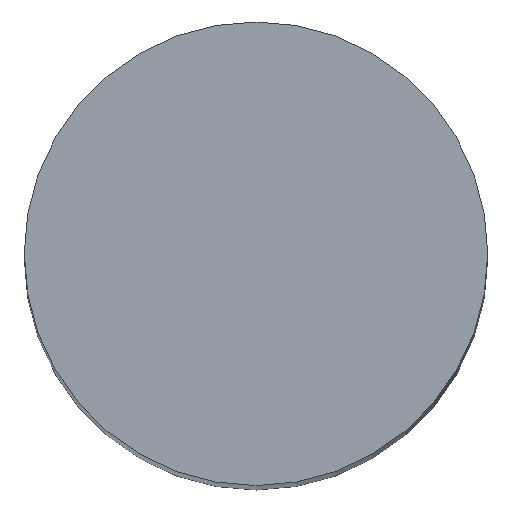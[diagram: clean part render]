
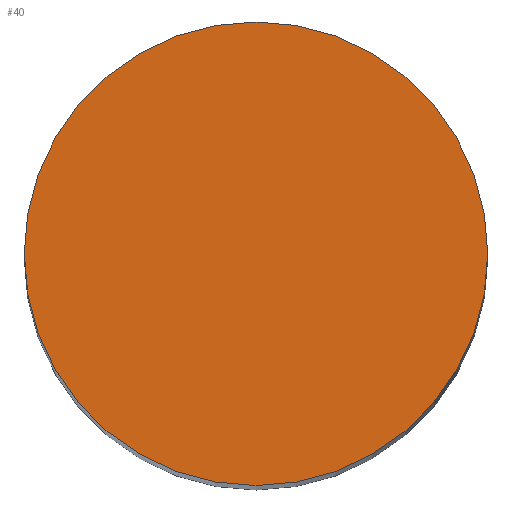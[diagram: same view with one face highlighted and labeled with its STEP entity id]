
A CAD part, top view. The second image highlights one B-rep face of the part: STEP entity #40.
In plain terms, the highlighted planar face has unit normal (0, 0, 1).
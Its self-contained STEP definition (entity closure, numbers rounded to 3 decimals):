
#40=ADVANCED_FACE('240[2]',(#75),#76,.T.);
#42=EDGE_CURVE('240[2]',#78,#78,#79,.T.);
#75=FACE_OUTER_BOUND('',#106,.T.);
#76=PLANE('',#107);
#78=VERTEX_POINT('',#110);
#79=CIRCLE('',#111,8.0);
#106=EDGE_LOOP('',(#130));
#107=AXIS2_PLACEMENT_3D('',#131,#132,#133);
#110=CARTESIAN_POINT('',(0.,8.,88.0));
#111=AXIS2_PLACEMENT_3D('',#134,#135,#136);
#130=ORIENTED_EDGE('',*,*,#42,.F.);
#131=CARTESIAN_POINT('',(0.,4.,88.0));
#132=DIRECTION('',(0.,0.,1.0));
#133=DIRECTION('',(1.0,0.,0.0));
#134=CARTESIAN_POINT('',(0.,0.,88.0));
#135=DIRECTION('',(0.,0.,-1.0));
#136=DIRECTION('',(0.,1.0,0.));
